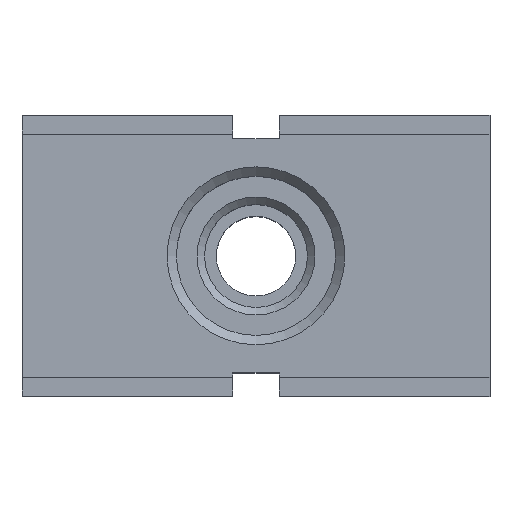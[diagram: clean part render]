
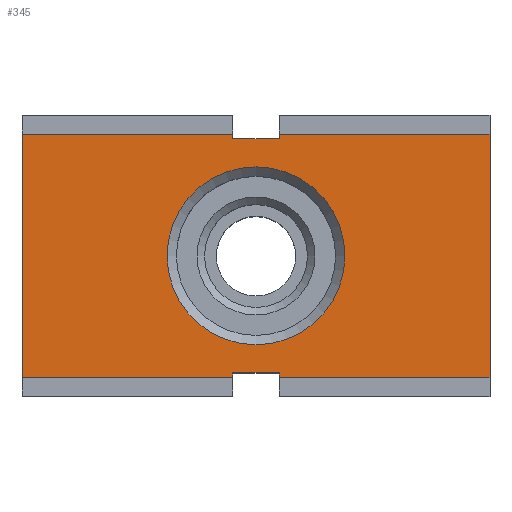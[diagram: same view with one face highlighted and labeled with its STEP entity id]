
A CAD part, top view. The second image highlights one B-rep face of the part: STEP entity #345.
In plain terms, the highlighted planar face has unit normal (0, 0, 1).
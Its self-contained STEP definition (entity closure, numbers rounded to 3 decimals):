
#345 = ADVANCED_FACE( '', ( #789, #790 ), #791, .F. );
#789 = FACE_BOUND( '', #1351, .T. );
#790 = FACE_OUTER_BOUND( '', #1352, .T. );
#791 = PLANE( '', #1353 );
#1351 = EDGE_LOOP( '', ( #2169 ) );
#1352 = EDGE_LOOP( '', ( #2170, #2171, #2172, #2173, #2174, #2175, #2176, #2177, #2178, #2179, #2180, #2181 ) );
#1353 = AXIS2_PLACEMENT_3D( '', #2182, #2183, #2184 );
#2169 = ORIENTED_EDGE( '', *, *, #3567, .T. );
#2170 = ORIENTED_EDGE( '', *, *, #3627, .F. );
#2171 = ORIENTED_EDGE( '', *, *, #3411, .T. );
#2172 = ORIENTED_EDGE( '', *, *, #3528, .T. );
#2173 = ORIENTED_EDGE( '', *, *, #3628, .F. );
#2174 = ORIENTED_EDGE( '', *, *, #3629, .F. );
#2175 = ORIENTED_EDGE( '', *, *, #3630, .F. );
#2176 = ORIENTED_EDGE( '', *, *, #3417, .T. );
#2177 = ORIENTED_EDGE( '', *, *, #3631, .T. );
#2178 = ORIENTED_EDGE( '', *, *, #3632, .F. );
#2179 = ORIENTED_EDGE( '', *, *, #3448, .F. );
#2180 = ORIENTED_EDGE( '', *, *, #3633, .F. );
#2181 = ORIENTED_EDGE( '', *, *, #3634, .F. );
#2182 = CARTESIAN_POINT( '', ( -25., 15., 25. ) );
#2183 = DIRECTION( '', ( 0., 0., -1. ) );
#2184 = DIRECTION( '', ( -1., 0., 0. ) );
#3411 = EDGE_CURVE( '', #4094, #4092, #4095, .T. );
#3417 = EDGE_CURVE( '', #4098, #4103, #4105, .T. );
#3448 = EDGE_CURVE( '', #4158, #4160, #4161, .T. );
#3528 = EDGE_CURVE( '', #4092, #4295, #4297, .T. );
#3567 = EDGE_CURVE( '', #4360, #4360, #4361, .T. );
#3627 = EDGE_CURVE( '', #4094, #4457, #4458, .T. );
#3628 = EDGE_CURVE( '', #4459, #4295, #4460, .T. );
#3629 = EDGE_CURVE( '', #4461, #4459, #4462, .T. );
#3630 = EDGE_CURVE( '', #4098, #4461, #4463, .T. );
#3631 = EDGE_CURVE( '', #4103, #4464, #4465, .T. );
#3632 = EDGE_CURVE( '', #4160, #4464, #4466, .T. );
#3633 = EDGE_CURVE( '', #4467, #4158, #4468, .T. );
#3634 = EDGE_CURVE( '', #4457, #4467, #4469, .T. );
#4092 = VERTEX_POINT( '', #5086 );
#4094 = VERTEX_POINT( '', #5089 );
#4095 = LINE( '', #5090, #5091 );
#4098 = VERTEX_POINT( '', #5095 );
#4103 = VERTEX_POINT( '', #5102 );
#4105 = LINE( '', #5105, #5106 );
#4158 = VERTEX_POINT( '', #5181 );
#4160 = VERTEX_POINT( '', #5184 );
#4161 = LINE( '', #5185, #5186 );
#4295 = VERTEX_POINT( '', #5378 );
#4297 = LINE( '', #5381, #5382 );
#4360 = VERTEX_POINT( '', #5473 );
#4361 = CIRCLE( '', #5474, 9.5 );
#4457 = VERTEX_POINT( '', #5611 );
#4458 = LINE( '', #5612, #5613 );
#4459 = VERTEX_POINT( '', #5614 );
#4460 = LINE( '', #5615, #5616 );
#4461 = VERTEX_POINT( '', #5617 );
#4462 = LINE( '', #5618, #5619 );
#4463 = LINE( '', #5620, #5621 );
#4464 = VERTEX_POINT( '', #5622 );
#4465 = LINE( '', #5623, #5624 );
#4466 = LINE( '', #5625, #5626 );
#4467 = VERTEX_POINT( '', #5627 );
#4468 = LINE( '', #5628, #5629 );
#4469 = LINE( '', #5630, #5631 );
#5086 = CARTESIAN_POINT( '', ( 25., 13., 25. ) );
#5089 = CARTESIAN_POINT( '', ( 25., -13., 25. ) );
#5090 = CARTESIAN_POINT( '', ( 25., -15., 25. ) );
#5091 = VECTOR( '', #6439, 1000. );
#5095 = CARTESIAN_POINT( '', ( -2.5, 13., 25. ) );
#5102 = CARTESIAN_POINT( '', ( -25., 13., 25. ) );
#5105 = CARTESIAN_POINT( '', ( 25., 13., 25. ) );
#5106 = VECTOR( '', #6444, 1000. );
#5181 = CARTESIAN_POINT( '', ( -2.5, -12.5, 25. ) );
#5184 = CARTESIAN_POINT( '', ( -2.5, -13., 25. ) );
#5185 = CARTESIAN_POINT( '', ( -2.5, -12.5, 25. ) );
#5186 = VECTOR( '', #6471, 1000. );
#5378 = CARTESIAN_POINT( '', ( 2.5, 13., 25. ) );
#5381 = CARTESIAN_POINT( '', ( 25., 13., 25. ) );
#5382 = VECTOR( '', #6540, 1000. );
#5473 = CARTESIAN_POINT( '', ( -9.5, 0., 25. ) );
#5474 = AXIS2_PLACEMENT_3D( '', #6572, #6573, #6574 );
#5611 = CARTESIAN_POINT( '', ( 2.5, -13., 25. ) );
#5612 = CARTESIAN_POINT( '', ( 25., -13., 25. ) );
#5613 = VECTOR( '', #6622, 1000. );
#5614 = CARTESIAN_POINT( '', ( 2.5, 12.5, 25. ) );
#5615 = CARTESIAN_POINT( '', ( 2.5, 12.5, 25. ) );
#5616 = VECTOR( '', #6623, 1000. );
#5617 = CARTESIAN_POINT( '', ( -2.5, 12.5, 25. ) );
#5618 = CARTESIAN_POINT( '', ( -2.5, 12.5, 25. ) );
#5619 = VECTOR( '', #6624, 1000. );
#5620 = CARTESIAN_POINT( '', ( -2.5, 15., 25. ) );
#5621 = VECTOR( '', #6625, 1000. );
#5622 = CARTESIAN_POINT( '', ( -25., -13., 25. ) );
#5623 = CARTESIAN_POINT( '', ( -25., 15., 25. ) );
#5624 = VECTOR( '', #6626, 1000. );
#5625 = CARTESIAN_POINT( '', ( 25., -13., 25. ) );
#5626 = VECTOR( '', #6627, 1000. );
#5627 = CARTESIAN_POINT( '', ( 2.5, -12.5, 25. ) );
#5628 = CARTESIAN_POINT( '', ( 2.5, -12.5, 25. ) );
#5629 = VECTOR( '', #6628, 1000. );
#5630 = CARTESIAN_POINT( '', ( 2.5, -15., 25. ) );
#5631 = VECTOR( '', #6629, 1000. );
#6439 = DIRECTION( '', ( 0., 1., 0. ) );
#6444 = DIRECTION( '', ( -1., 0., 0. ) );
#6471 = DIRECTION( '', ( 0., -1., 0. ) );
#6540 = DIRECTION( '', ( -1., 0., 0. ) );
#6572 = CARTESIAN_POINT( '', ( 0., 0., 25. ) );
#6573 = DIRECTION( '', ( 0., 0., -1. ) );
#6574 = DIRECTION( '', ( -1., 0., 0. ) );
#6622 = DIRECTION( '', ( -1., 0., 0. ) );
#6623 = DIRECTION( '', ( 0., 1., 0. ) );
#6624 = DIRECTION( '', ( 1., 0., 0. ) );
#6625 = DIRECTION( '', ( 0., -1., 0. ) );
#6626 = DIRECTION( '', ( 0., -1., 0. ) );
#6627 = DIRECTION( '', ( -1., 0., 0. ) );
#6628 = DIRECTION( '', ( -1., 0., 0. ) );
#6629 = DIRECTION( '', ( 0., 1., 0. ) );
